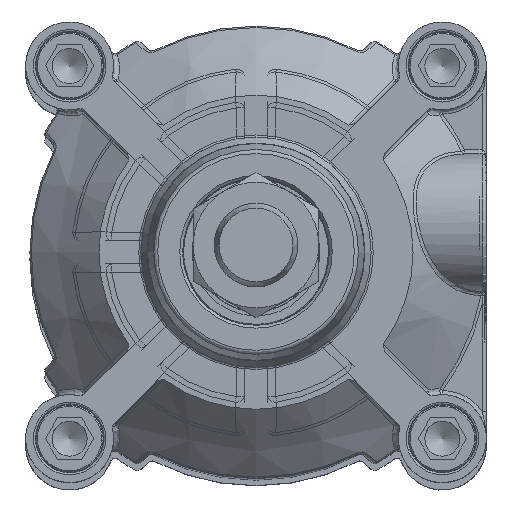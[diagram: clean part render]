
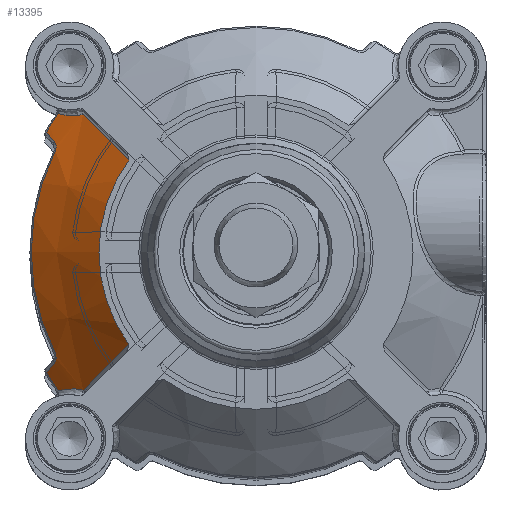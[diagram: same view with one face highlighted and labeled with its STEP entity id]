
A CAD part, top view. The second image highlights one B-rep face of the part: STEP entity #13395.
In plain terms, the highlighted conical face has half-angle 47.936 degrees and reference radius 47.75 mm.
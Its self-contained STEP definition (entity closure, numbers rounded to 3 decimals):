
#1043=CONICAL_SURFACE('',#14632,47.75,0.837);
#3188=FACE_OUTER_BOUND('',#3987,.T.);
#3987=EDGE_LOOP('',(#10013,#10014,#10015,#10016,#10017,#10018,#10019,#10020,
#10021,#10022,#10023,#10024));
#4885=CIRCLE('',#14633,57.67);
#4886=CIRCLE('',#14634,53.67);
#4887=CIRCLE('',#14635,57.67);
#4888=CIRCLE('',#14636,37.5);
#5595=B_SPLINE_CURVE_WITH_KNOTS('',3,(#23599,#23600,#23601,#23602),
 .UNSPECIFIED.,.F.,.F.,(4,4),(-2.108,-0.039),
 .UNSPECIFIED.);
#5596=B_SPLINE_CURVE_WITH_KNOTS('',3,(#23604,#23605,#23606,#23607,#23608,
#23609,#23610,#23611,#23612,#23613,#23614,#23615,#23616,#23617,#23618,#23619,
#23620,#23621,#23622,#23623,#23624,#23625),.UNSPECIFIED.,.F.,.F.,(4,2,2,
2,2,2,2,2,2,2,4),(-8.752,-8.648,-8.547,
-8.48,-8.395,-8.312,-8.232,
-8.178,-8.116,-8.056,-8.005),
 .UNSPECIFIED.);
#5597=B_SPLINE_CURVE_WITH_KNOTS('',3,(#23629,#23630,#23631,#23632),
 .UNSPECIFIED.,.F.,.F.,(4,4),(-1.565,-1.186),
 .UNSPECIFIED.);
#5598=B_SPLINE_CURVE_WITH_KNOTS('',3,(#23634,#23635,#23636,#23637,#23638),
 .UNSPECIFIED.,.F.,.F.,(4,1,4),(-0.268,-0.153,0.),
 .UNSPECIFIED.);
#5599=B_SPLINE_CURVE_WITH_KNOTS('',3,(#23642,#23643,#23644,#23645,#23646,
#23647),.UNSPECIFIED.,.F.,.F.,(4,1,1,4),(-0.268,-0.153,
-0.077,0.),.UNSPECIFIED.);
#5600=B_SPLINE_CURVE_WITH_KNOTS('',3,(#23649,#23650,#23651,#23652),
 .UNSPECIFIED.,.F.,.F.,(4,4),(-3.15,-2.771),
 .UNSPECIFIED.);
#5601=B_SPLINE_CURVE_WITH_KNOTS('',3,(#23656,#23657,#23658,#23659,#23660),
 .UNSPECIFIED.,.F.,.F.,(4,1,4),(-8.955,-8.635,-8.209),
 .UNSPECIFIED.);
#5602=B_SPLINE_CURVE_WITH_KNOTS('',3,(#23662,#23663,#23664,#23665),
 .UNSPECIFIED.,.F.,.F.,(4,4),(-2.488,-0.418),
 .UNSPECIFIED.);
#6111=VERTEX_POINT('',#23597);
#6112=VERTEX_POINT('',#23598);
#6113=VERTEX_POINT('',#23603);
#6114=VERTEX_POINT('',#23626);
#6115=VERTEX_POINT('',#23628);
#6116=VERTEX_POINT('',#23633);
#6117=VERTEX_POINT('',#23639);
#6118=VERTEX_POINT('',#23641);
#6119=VERTEX_POINT('',#23648);
#6120=VERTEX_POINT('',#23653);
#6121=VERTEX_POINT('',#23655);
#6122=VERTEX_POINT('',#23661);
#7587=EDGE_CURVE('',#6111,#6112,#5595,.T.);
#7588=EDGE_CURVE('',#6113,#6111,#5596,.T.);
#7589=EDGE_CURVE('',#6114,#6113,#4885,.T.);
#7590=EDGE_CURVE('',#6115,#6114,#5597,.T.);
#7591=EDGE_CURVE('',#6116,#6115,#5598,.T.);
#7592=EDGE_CURVE('',#6117,#6116,#4886,.T.);
#7593=EDGE_CURVE('',#6118,#6117,#5599,.T.);
#7594=EDGE_CURVE('',#6119,#6118,#5600,.T.);
#7595=EDGE_CURVE('',#6120,#6119,#4887,.T.);
#7596=EDGE_CURVE('',#6121,#6120,#5601,.T.);
#7597=EDGE_CURVE('',#6122,#6121,#5602,.T.);
#7598=EDGE_CURVE('',#6112,#6122,#4888,.T.);
#10013=ORIENTED_EDGE('',*,*,#7587,.F.);
#10014=ORIENTED_EDGE('',*,*,#7588,.F.);
#10015=ORIENTED_EDGE('',*,*,#7589,.F.);
#10016=ORIENTED_EDGE('',*,*,#7590,.F.);
#10017=ORIENTED_EDGE('',*,*,#7591,.F.);
#10018=ORIENTED_EDGE('',*,*,#7592,.F.);
#10019=ORIENTED_EDGE('',*,*,#7593,.F.);
#10020=ORIENTED_EDGE('',*,*,#7594,.F.);
#10021=ORIENTED_EDGE('',*,*,#7595,.F.);
#10022=ORIENTED_EDGE('',*,*,#7596,.F.);
#10023=ORIENTED_EDGE('',*,*,#7597,.F.);
#10024=ORIENTED_EDGE('',*,*,#7598,.F.);
#13395=ADVANCED_FACE('',(#3188),#1043,.T.);
#14632=AXIS2_PLACEMENT_3D('',#23596,#16811,#16812);
#14633=AXIS2_PLACEMENT_3D('',#23627,#16813,#16814);
#14634=AXIS2_PLACEMENT_3D('',#23640,#16815,#16816);
#14635=AXIS2_PLACEMENT_3D('',#23654,#16817,#16818);
#14636=AXIS2_PLACEMENT_3D('',#23666,#16819,#16820);
#16811=DIRECTION('center_axis',(0.,0.,-1.));
#16812=DIRECTION('ref_axis',(0.707,-0.707,0.));
#16813=DIRECTION('center_axis',(0.,0.,
-1.));
#16814=DIRECTION('ref_axis',(-0.842,0.54,0.));
#16815=DIRECTION('center_axis',(0.,0.,-1.));
#16816=DIRECTION('ref_axis',(-1.,0.,0.));
#16817=DIRECTION('center_axis',(0.,0.,-1.));
#16818=DIRECTION('ref_axis',(-0.842,-0.54,0.));
#16819=DIRECTION('center_axis',(0.,0.,1.));
#16820=DIRECTION('ref_axis',(1.,0.,0.));
#23596=CARTESIAN_POINT('Origin',(0.,0.,39.25));
#23597=CARTESIAN_POINT('',(-41.282,32.903,34.702));
#23598=CARTESIAN_POINT('',(-30.355,22.019,48.5));
#23599=CARTESIAN_POINT('Ctrl Pts',(-41.282,32.903,34.702));
#23600=CARTESIAN_POINT('Ctrl Pts',(-37.645,29.276,39.308));
#23601=CARTESIAN_POINT('Ctrl Pts',(-34.005,25.649,43.91));
#23602=CARTESIAN_POINT('Ctrl Pts',(-30.355,22.019,48.5));
#23603=CARTESIAN_POINT('',(-47.23,33.093,30.298));
#23604=CARTESIAN_POINT('Ctrl Pts',(-47.23,33.093,30.298));
#23605=CARTESIAN_POINT('Ctrl Pts',(-46.976,33.016,30.525));
#23606=CARTESIAN_POINT('Ctrl Pts',(-46.718,32.948,30.751));
#23607=CARTESIAN_POINT('Ctrl Pts',(-46.203,32.831,31.191));
#23608=CARTESIAN_POINT('Ctrl Pts',(-45.946,32.782,31.406));
#23609=CARTESIAN_POINT('Ctrl Pts',(-45.515,32.714,31.758));
#23610=CARTESIAN_POINT('Ctrl Pts',(-45.342,32.691,31.897));
#23611=CARTESIAN_POINT('Ctrl Pts',(-44.947,32.647,32.209));
#23612=CARTESIAN_POINT('Ctrl Pts',(-44.723,32.628,32.383));
#23613=CARTESIAN_POINT('Ctrl Pts',(-44.276,32.605,32.72));
#23614=CARTESIAN_POINT('Ctrl Pts',(-44.054,32.599,32.884));
#23615=CARTESIAN_POINT('Ctrl Pts',(-43.614,32.602,33.201));
#23616=CARTESIAN_POINT('Ctrl Pts',(-43.397,32.609,33.354));
#23617=CARTESIAN_POINT('Ctrl Pts',(-43.03,32.632,33.606));
#23618=CARTESIAN_POINT('Ctrl Pts',(-42.881,32.645,33.707));
#23619=CARTESIAN_POINT('Ctrl Pts',(-42.559,32.677,33.919));
#23620=CARTESIAN_POINT('Ctrl Pts',(-42.386,32.699,34.031));
#23621=CARTESIAN_POINT('Ctrl Pts',(-42.045,32.75,34.247));
#23622=CARTESIAN_POINT('Ctrl Pts',(-41.877,32.778,34.35));
#23623=CARTESIAN_POINT('Ctrl Pts',(-41.567,32.839,34.537));
#23624=CARTESIAN_POINT('Ctrl Pts',(-41.424,32.869,34.62));
#23625=CARTESIAN_POINT('Ctrl Pts',(-41.282,32.903,34.702));
#23626=CARTESIAN_POINT('',(-50.032,28.682,30.298));
#23627=CARTESIAN_POINT('Origin',(0.,0.,
30.298));
#23628=CARTESIAN_POINT('',(-48.141,26.49,32.754));
#23629=CARTESIAN_POINT('Ctrl Pts',(-48.141,26.49,32.754));
#23630=CARTESIAN_POINT('Ctrl Pts',(-48.772,27.222,31.937));
#23631=CARTESIAN_POINT('Ctrl Pts',(-49.402,27.953,31.118));
#23632=CARTESIAN_POINT('Ctrl Pts',(-50.032,28.682,30.298));
#23633=CARTESIAN_POINT('',(-47.877,24.254,33.908));
#23634=CARTESIAN_POINT('Ctrl Pts',(-47.877,24.254,33.908));
#23635=CARTESIAN_POINT('Ctrl Pts',(-47.702,24.6,33.908));
#23636=CARTESIAN_POINT('Ctrl Pts',(-47.555,25.508,33.645));
#23637=CARTESIAN_POINT('Ctrl Pts',(-47.886,26.195,33.084));
#23638=CARTESIAN_POINT('Ctrl Pts',(-48.141,26.49,32.754));
#23639=CARTESIAN_POINT('',(-47.877,-24.254,33.908));
#23640=CARTESIAN_POINT('Origin',(0.,0.,33.908));
#23641=CARTESIAN_POINT('',(-48.141,-26.49,32.754));
#23642=CARTESIAN_POINT('Ctrl Pts',(-48.141,-26.49,32.754));
#23643=CARTESIAN_POINT('Ctrl Pts',(-47.95,-26.269,33.002));
#23644=CARTESIAN_POINT('Ctrl Pts',(-47.699,-25.813,
33.398));
#23645=CARTESIAN_POINT('Ctrl Pts',(-47.619,-24.994,
33.81));
#23646=CARTESIAN_POINT('Ctrl Pts',(-47.76,-24.485,33.908));
#23647=CARTESIAN_POINT('Ctrl Pts',(-47.877,-24.254,
33.908));
#23648=CARTESIAN_POINT('',(-50.032,-28.682,30.298));
#23649=CARTESIAN_POINT('Ctrl Pts',(-50.032,-28.682,
30.298));
#23650=CARTESIAN_POINT('Ctrl Pts',(-49.402,-27.953,
31.118));
#23651=CARTESIAN_POINT('Ctrl Pts',(-48.772,-27.222,31.937));
#23652=CARTESIAN_POINT('Ctrl Pts',(-48.141,-26.49,
32.754));
#23653=CARTESIAN_POINT('',(-47.23,-33.093,30.298));
#23654=CARTESIAN_POINT('Origin',(0.,0.,30.298));
#23655=CARTESIAN_POINT('',(-41.282,-32.903,34.702));
#23656=CARTESIAN_POINT('Ctrl Pts',(-41.282,-32.903,
34.702));
#23657=CARTESIAN_POINT('Ctrl Pts',(-42.183,-32.691,
34.185));
#23658=CARTESIAN_POINT('Ctrl Pts',(-44.275,-32.474,
32.8));
#23659=CARTESIAN_POINT('Ctrl Pts',(-46.193,-32.781,31.226));
#23660=CARTESIAN_POINT('Ctrl Pts',(-47.23,-33.093,30.298));
#23661=CARTESIAN_POINT('',(-30.355,-22.019,48.5));
#23662=CARTESIAN_POINT('Ctrl Pts',(-30.355,-22.019,
48.5));
#23663=CARTESIAN_POINT('Ctrl Pts',(-34.005,-25.649,43.91));
#23664=CARTESIAN_POINT('Ctrl Pts',(-37.645,-29.276,
39.308));
#23665=CARTESIAN_POINT('Ctrl Pts',(-41.282,-32.903,
34.702));
#23666=CARTESIAN_POINT('Origin',(0.,0.,48.5));
